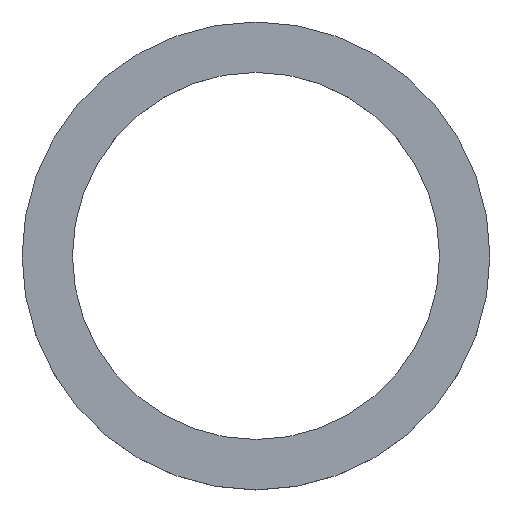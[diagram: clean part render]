
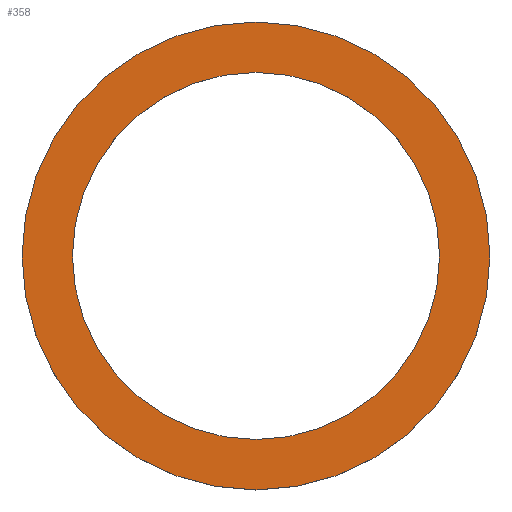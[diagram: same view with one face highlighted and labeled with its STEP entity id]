
A CAD part, top view. The second image highlights one B-rep face of the part: STEP entity #358.
In plain terms, the highlighted planar face has unit normal (0, 0, 1).
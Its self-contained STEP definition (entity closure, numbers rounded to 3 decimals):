
#15 = DIRECTION ( 'NONE',  ( -1., 0., 0. ) ) ;
#42 = AXIS2_PLACEMENT_3D ( 'NONE', #429, #384, #163 ) ;
#60 = CARTESIAN_POINT ( 'NONE',  ( 51., 0., 0. ) ) ;
#105 = VERTEX_POINT ( 'NONE', #492 ) ;
#154 = EDGE_CURVE ( 'NONE', #105, #383, #355, .T. ) ;
#163 = DIRECTION ( 'NONE',  ( 1., 0., 0. ) ) ;
#168 = CARTESIAN_POINT ( 'NONE',  ( 0., 0., 0. ) ) ;
#189 = AXIS2_PLACEMENT_3D ( 'NONE', #168, #386, #279 ) ;
#200 = EDGE_CURVE ( 'NONE', #208, #288, #468, .T. ) ;
#208 = VERTEX_POINT ( 'NONE', #447 ) ;
#210 = FACE_OUTER_BOUND ( 'NONE', #372, .T. ) ;
#222 = CARTESIAN_POINT ( 'NONE',  ( 0., 51., 0. ) ) ;
#227 = FACE_BOUND ( 'NONE', #401, .T. ) ;
#252 = EDGE_CURVE ( 'NONE', #383, #105, #408, .T. ) ;
#273 = CARTESIAN_POINT ( 'NONE',  ( 0., 0., 0. ) ) ;
#278 = ORIENTED_EDGE ( 'NONE', *, *, #282, .F. ) ;
#279 = DIRECTION ( 'NONE',  ( 1., 0., 0. ) ) ;
#282 = EDGE_CURVE ( 'NONE', #288, #208, #300, .T. ) ;
#288 = VERTEX_POINT ( 'NONE', #60 ) ;
#290 = AXIS2_PLACEMENT_3D ( 'NONE', #489, #491, #494 ) ;
#300 = CIRCLE ( 'NONE', #42, 51. ) ;
#311 = DIRECTION ( 'NONE',  ( 1., 0., 0. ) ) ;
#341 = ORIENTED_EDGE ( 'NONE', *, *, #154, .T. ) ;
#342 = DIRECTION ( 'NONE',  ( 0., 0., 1. ) ) ;
#355 = CIRCLE ( 'NONE', #189, 65. ) ;
#356 = PLANE ( 'NONE',  #414 ) ;
#357 = DIRECTION ( 'NONE',  ( 0., 0., -1. ) ) ;
#358 = ADVANCED_FACE ( 'NONE', ( #227, #210 ), #356, .F. ) ;
#372 = EDGE_LOOP ( 'NONE', ( #341, #395 ) ) ;
#383 = VERTEX_POINT ( 'NONE', #407 ) ;
#384 = DIRECTION ( 'NONE',  ( 0., 0., 1. ) ) ;
#386 = DIRECTION ( 'NONE',  ( 0., 0., 1. ) ) ;
#395 = ORIENTED_EDGE ( 'NONE', *, *, #252, .T. ) ;
#401 = EDGE_LOOP ( 'NONE', ( #278, #463 ) ) ;
#407 = CARTESIAN_POINT ( 'NONE',  ( -65., 0., 0. ) ) ;
#408 = CIRCLE ( 'NONE', #423, 65. ) ;
#414 = AXIS2_PLACEMENT_3D ( 'NONE', #222, #357, #15 ) ;
#423 = AXIS2_PLACEMENT_3D ( 'NONE', #273, #342, #311 ) ;
#429 = CARTESIAN_POINT ( 'NONE',  ( 0., 0., 0. ) ) ;
#447 = CARTESIAN_POINT ( 'NONE',  ( -51., 0., 0. ) ) ;
#463 = ORIENTED_EDGE ( 'NONE', *, *, #200, .F. ) ;
#468 = CIRCLE ( 'NONE', #290, 51. ) ;
#489 = CARTESIAN_POINT ( 'NONE',  ( 0., 0., 0. ) ) ;
#491 = DIRECTION ( 'NONE',  ( 0., 0., 1. ) ) ;
#492 = CARTESIAN_POINT ( 'NONE',  ( 65., 0., 0. ) ) ;
#494 = DIRECTION ( 'NONE',  ( 1., 0., 0. ) ) ;
